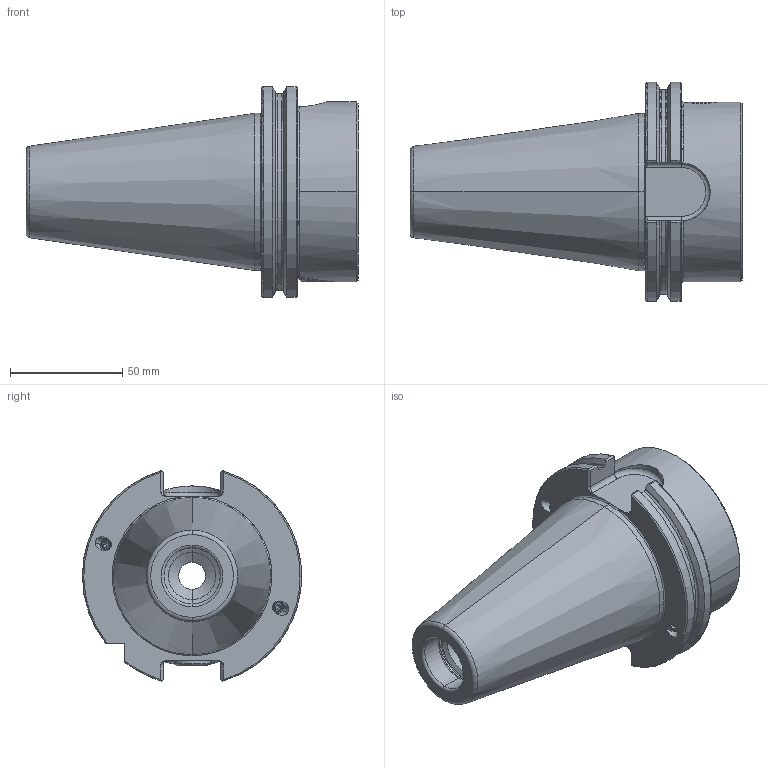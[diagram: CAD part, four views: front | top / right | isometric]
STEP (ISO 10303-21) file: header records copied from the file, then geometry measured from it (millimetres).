
FILE_DESCRIPTION (( 'STEP AP203' ), '1' );
FILE_NAME ('A14.450.080.046.STEP', '2024-08-16T06:24:14', ( '' ), ( '' ), 'SwSTEP 2.0', 'SolidWorks 2022', '' );
FILE_SCHEMA (( 'CONFIG_CONTROL_DESIGN' ));
Length unit declared in the file: millimetre
Products named in the file (5): KVT_MB_600_050; A14.450.080.046; WH8-ER1.001.029; ISO 4026 - M5 x 4_PreviewCfg; SB5-WH8.K01.046_D
Assembly tree (7 placements, depth 2):
  A14.450.080.046
    SB5-WH8.K01.046_D
    WH8-ER1.001.029  x2
    ISO 4026 - M5 x 4_PreviewCfg  x2
    KVT_MB_600_050  x2
Bounding box: 147.6 x 97.42 x 93.51 mm (x, y, z)
Volume: 428507.1 mm3; surface area: 59784 mm2
Topology: 9 solids, 9 shells, 311 faces, 752 edges, 445 vertices
Faces by surface type: cone 101, plane 86, cylinder 82, torus 38, sphere 4
Entity records: 8324 total; most frequent: CARTESIAN_POINT 2266, ORIENTED_EDGE 1164, DIRECTION 1158, EDGE_CURVE 582, AXIS2_PLACEMENT_3D 464, VERTEX_POINT 351, EDGE_LOOP 245, FACE_OUTER_BOUND 236
